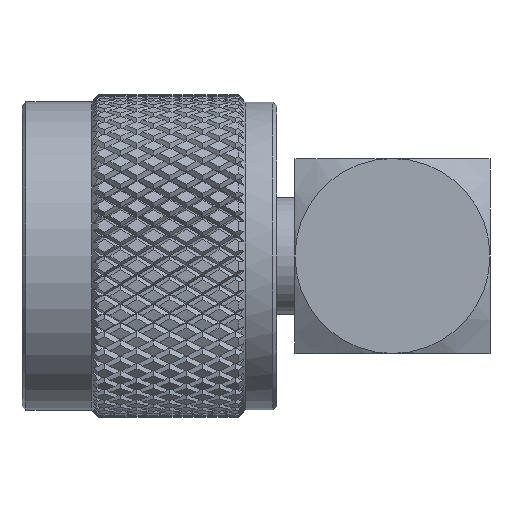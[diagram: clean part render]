
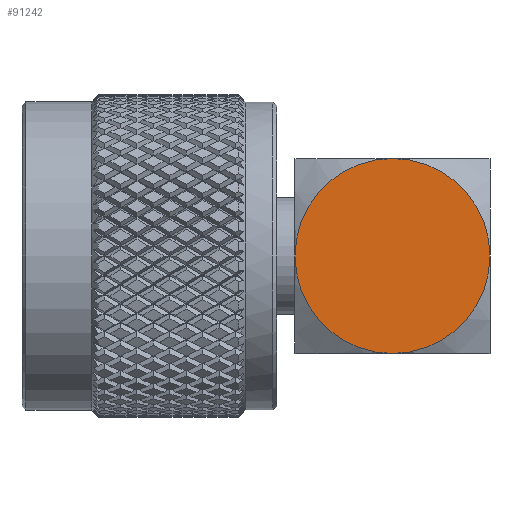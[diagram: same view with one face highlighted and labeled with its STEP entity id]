
A CAD part, left-side view. The second image highlights one B-rep face of the part: STEP entity #91242.
In plain terms, the highlighted planar face has unit normal (-1, 0, 0).
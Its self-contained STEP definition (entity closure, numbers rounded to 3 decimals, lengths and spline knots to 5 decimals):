
#2715 = CARTESIAN_POINT ( 'NONE',  ( -0.25, -0.25, 0. ) ) ;
#7520 = ORIENTED_EDGE ( 'NONE', *, *, #81833, .T. ) ;
#9726 = CIRCLE ( 'NONE', #44141, 0.25 ) ;
#14212 = CARTESIAN_POINT ( 'NONE',  ( -0.25, -0.25, 0.25 ) ) ;
#15013 = PLANE ( 'NONE',  #85622 ) ;
#16113 = CARTESIAN_POINT ( 'NONE',  ( -0.25, 0., 0. ) ) ;
#16708 = CARTESIAN_POINT ( 'NONE',  ( -0.25, 0.25, 0. ) ) ;
#16950 = VERTEX_POINT ( 'NONE', #99211 ) ;
#18509 = DIRECTION ( 'NONE',  ( -1., 0., 0. ) ) ;
#19831 = CARTESIAN_POINT ( 'NONE',  ( -0.25, 0., 0.25 ) ) ;
#22861 = DIRECTION ( 'NONE',  ( 1., 0., 0. ) ) ;
#29777 = DIRECTION ( 'NONE',  ( -1., 0., 0. ) ) ;
#31336 = EDGE_CURVE ( 'NONE', #16950, #90793, #9726, .T. ) ;
#41297 = AXIS2_PLACEMENT_3D ( 'NONE', #16113, #18509, #118902 ) ;
#44141 = AXIS2_PLACEMENT_3D ( 'NONE', #95365, #68554, #115054 ) ;
#56295 = DIRECTION ( 'NONE',  ( 0., 0., -1. ) ) ;
#66011 = EDGE_LOOP ( 'NONE', ( #87617, #66255, #98190, #7520 ) ) ;
#66255 = ORIENTED_EDGE ( 'NONE', *, *, #31336, .T. ) ;
#66453 = CIRCLE ( 'NONE', #41297, 0.25 ) ;
#68554 = DIRECTION ( 'NONE',  ( -1., 0., 0. ) ) ;
#68944 = DIRECTION ( 'NONE',  ( 1., 0., 0. ) ) ;
#71905 = AXIS2_PLACEMENT_3D ( 'NONE', #112522, #29777, #56295 ) ;
#78151 = AXIS2_PLACEMENT_3D ( 'NONE', #105616, #22861, #96335 ) ;
#81833 = EDGE_CURVE ( 'NONE', #91398, #112109, #66453, .T. ) ;
#85622 = AXIS2_PLACEMENT_3D ( 'NONE', #14212, #68944, #97790 ) ;
#87617 = ORIENTED_EDGE ( 'NONE', *, *, #101621, .F. ) ;
#90362 = CIRCLE ( 'NONE', #78151, 0.25 ) ;
#90793 = VERTEX_POINT ( 'NONE', #2715 ) ;
#91242 = ADVANCED_FACE ( 'NONE', ( #92589 ), #15013, .F. ) ;
#91398 = VERTEX_POINT ( 'NONE', #19831 ) ;
#92589 = FACE_OUTER_BOUND ( 'NONE', #66011, .T. ) ;
#95365 = CARTESIAN_POINT ( 'NONE',  ( -0.25, 0., 0. ) ) ;
#96335 = DIRECTION ( 'NONE',  ( 0., 0., -1. ) ) ;
#97790 = DIRECTION ( 'NONE',  ( 0., 0., -1. ) ) ;
#98190 = ORIENTED_EDGE ( 'NONE', *, *, #112900, .T. ) ;
#99211 = CARTESIAN_POINT ( 'NONE',  ( -0.25, 0., -0.25 ) ) ;
#101187 = CIRCLE ( 'NONE', #71905, 0.25 ) ;
#101621 = EDGE_CURVE ( 'NONE', #16950, #112109, #90362, .T. ) ;
#105616 = CARTESIAN_POINT ( 'NONE',  ( -0.25, 0., 0. ) ) ;
#112109 = VERTEX_POINT ( 'NONE', #16708 ) ;
#112522 = CARTESIAN_POINT ( 'NONE',  ( -0.25, 0., 0. ) ) ;
#112900 = EDGE_CURVE ( 'NONE', #90793, #91398, #101187, .T. ) ;
#115054 = DIRECTION ( 'NONE',  ( 0., 0., -1. ) ) ;
#118902 = DIRECTION ( 'NONE',  ( 0., 0., -1. ) ) ;
